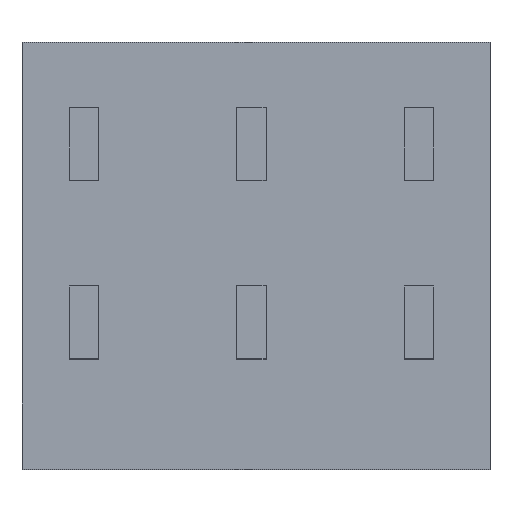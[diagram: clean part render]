
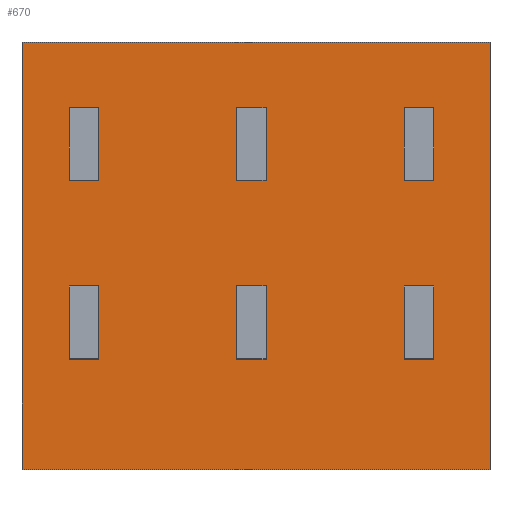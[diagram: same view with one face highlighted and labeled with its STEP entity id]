
A CAD part, top view. The second image highlights one B-rep face of the part: STEP entity #670.
In plain terms, the highlighted planar face has unit normal (0, 0, 1).
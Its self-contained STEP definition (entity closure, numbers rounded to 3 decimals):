
#43=DIRECTION('',(0.,-1.,0.));
#44=VECTOR('',#43,11.72);
#45=CARTESIAN_POINT('',(0.,0.,9.2));
#46=LINE('',#45,#44);
#47=DIRECTION('',(-1.,0.,0.));
#48=VECTOR('',#47,12.85);
#49=CARTESIAN_POINT('',(12.85,0.,9.2));
#50=LINE('',#49,#48);
#51=DIRECTION('',(0.,1.,0.));
#52=VECTOR('',#51,11.72);
#53=CARTESIAN_POINT('',(12.85,-11.72,9.2));
#54=LINE('',#53,#52);
#55=DIRECTION('',(1.,0.,0.));
#56=VECTOR('',#55,12.85);
#57=CARTESIAN_POINT('',(0.,-11.72,9.2));
#58=LINE('',#57,#56);
#59=DIRECTION('',(0.,-1.,0.));
#60=VECTOR('',#59,2.);
#61=CARTESIAN_POINT('',(1.3,-1.8,9.2));
#62=LINE('',#61,#60);
#63=DIRECTION('',(1.,0.,0.));
#64=VECTOR('',#63,0.8);
#65=CARTESIAN_POINT('',(1.3,-3.8,9.2));
#66=LINE('',#65,#64);
#67=DIRECTION('',(0.,1.,0.));
#68=VECTOR('',#67,2.);
#69=CARTESIAN_POINT('',(2.1,-3.8,9.2));
#70=LINE('',#69,#68);
#71=DIRECTION('',(-1.,0.,0.));
#72=VECTOR('',#71,0.8);
#73=CARTESIAN_POINT('',(2.1,-1.8,9.2));
#74=LINE('',#73,#72);
#75=DIRECTION('',(0.,-1.,0.));
#76=VECTOR('',#75,2.);
#77=CARTESIAN_POINT('',(5.9,-1.8,9.2));
#78=LINE('',#77,#76);
#79=DIRECTION('',(1.,0.,0.));
#80=VECTOR('',#79,0.8);
#81=CARTESIAN_POINT('',(5.9,-3.8,9.2));
#82=LINE('',#81,#80);
#83=DIRECTION('',(0.,1.,0.));
#84=VECTOR('',#83,2.);
#85=CARTESIAN_POINT('',(6.7,-3.8,9.2));
#86=LINE('',#85,#84);
#87=DIRECTION('',(-1.,0.,0.));
#88=VECTOR('',#87,0.8);
#89=CARTESIAN_POINT('',(6.7,-1.8,9.2));
#90=LINE('',#89,#88);
#91=DIRECTION('',(0.,-1.,0.));
#92=VECTOR('',#91,2.);
#93=CARTESIAN_POINT('',(10.5,-1.8,9.2));
#94=LINE('',#93,#92);
#95=DIRECTION('',(1.,0.,0.));
#96=VECTOR('',#95,0.8);
#97=CARTESIAN_POINT('',(10.5,-3.8,9.2));
#98=LINE('',#97,#96);
#99=DIRECTION('',(0.,1.,0.));
#100=VECTOR('',#99,2.);
#101=CARTESIAN_POINT('',(11.3,-3.8,9.2));
#102=LINE('',#101,#100);
#103=DIRECTION('',(-1.,0.,0.));
#104=VECTOR('',#103,0.8);
#105=CARTESIAN_POINT('',(11.3,-1.8,9.2));
#106=LINE('',#105,#104);
#107=DIRECTION('',(0.,-1.,0.));
#108=VECTOR('',#107,2.);
#109=CARTESIAN_POINT('',(1.3,-6.7,9.2));
#110=LINE('',#109,#108);
#111=DIRECTION('',(1.,0.,0.));
#112=VECTOR('',#111,0.8);
#113=CARTESIAN_POINT('',(1.3,-8.7,9.2));
#114=LINE('',#113,#112);
#115=DIRECTION('',(0.,1.,0.));
#116=VECTOR('',#115,2.);
#117=CARTESIAN_POINT('',(2.1,-8.7,9.2));
#118=LINE('',#117,#116);
#119=DIRECTION('',(-1.,0.,0.));
#120=VECTOR('',#119,0.8);
#121=CARTESIAN_POINT('',(2.1,-6.7,9.2));
#122=LINE('',#121,#120);
#123=DIRECTION('',(0.,-1.,0.));
#124=VECTOR('',#123,2.);
#125=CARTESIAN_POINT('',(5.9,-6.7,9.2));
#126=LINE('',#125,#124);
#127=DIRECTION('',(1.,0.,0.));
#128=VECTOR('',#127,0.8);
#129=CARTESIAN_POINT('',(5.9,-8.7,9.2));
#130=LINE('',#129,#128);
#131=DIRECTION('',(0.,1.,0.));
#132=VECTOR('',#131,2.);
#133=CARTESIAN_POINT('',(6.7,-8.7,9.2));
#134=LINE('',#133,#132);
#135=DIRECTION('',(-1.,0.,0.));
#136=VECTOR('',#135,0.8);
#137=CARTESIAN_POINT('',(6.7,-6.7,9.2));
#138=LINE('',#137,#136);
#139=DIRECTION('',(0.,-1.,0.));
#140=VECTOR('',#139,2.);
#141=CARTESIAN_POINT('',(10.5,-6.7,9.2));
#142=LINE('',#141,#140);
#143=DIRECTION('',(1.,0.,0.));
#144=VECTOR('',#143,0.8);
#145=CARTESIAN_POINT('',(10.5,-8.7,9.2));
#146=LINE('',#145,#144);
#147=DIRECTION('',(0.,1.,0.));
#148=VECTOR('',#147,2.);
#149=CARTESIAN_POINT('',(11.3,-8.7,9.2));
#150=LINE('',#149,#148);
#151=DIRECTION('',(-1.,0.,0.));
#152=VECTOR('',#151,0.8);
#153=CARTESIAN_POINT('',(11.3,-6.7,9.2));
#154=LINE('',#153,#152);
#401=CARTESIAN_POINT('',(0.,0.,9.2));
#402=CARTESIAN_POINT('',(0.,-11.72,9.2));
#403=VERTEX_POINT('',#401);
#404=VERTEX_POINT('',#402);
#405=CARTESIAN_POINT('',(12.85,-11.72,9.2));
#406=VERTEX_POINT('',#405);
#407=CARTESIAN_POINT('',(12.85,0.,9.2));
#408=VERTEX_POINT('',#407);
#417=CARTESIAN_POINT('',(1.3,-1.8,9.2));
#418=CARTESIAN_POINT('',(1.3,-3.8,9.2));
#419=VERTEX_POINT('',#417);
#420=VERTEX_POINT('',#418);
#421=CARTESIAN_POINT('',(2.1,-3.8,9.2));
#422=VERTEX_POINT('',#421);
#423=CARTESIAN_POINT('',(2.1,-1.8,9.2));
#424=VERTEX_POINT('',#423);
#433=CARTESIAN_POINT('',(5.9,-1.8,9.2));
#434=CARTESIAN_POINT('',(5.9,-3.8,9.2));
#435=VERTEX_POINT('',#433);
#436=VERTEX_POINT('',#434);
#437=CARTESIAN_POINT('',(6.7,-3.8,9.2));
#438=VERTEX_POINT('',#437);
#439=CARTESIAN_POINT('',(6.7,-1.8,9.2));
#440=VERTEX_POINT('',#439);
#449=CARTESIAN_POINT('',(10.5,-1.8,9.2));
#450=CARTESIAN_POINT('',(10.5,-3.8,9.2));
#451=VERTEX_POINT('',#449);
#452=VERTEX_POINT('',#450);
#453=CARTESIAN_POINT('',(11.3,-3.8,9.2));
#454=VERTEX_POINT('',#453);
#455=CARTESIAN_POINT('',(11.3,-1.8,9.2));
#456=VERTEX_POINT('',#455);
#465=CARTESIAN_POINT('',(1.3,-6.7,9.2));
#466=CARTESIAN_POINT('',(1.3,-8.7,9.2));
#467=VERTEX_POINT('',#465);
#468=VERTEX_POINT('',#466);
#469=CARTESIAN_POINT('',(2.1,-8.7,9.2));
#470=VERTEX_POINT('',#469);
#471=CARTESIAN_POINT('',(2.1,-6.7,9.2));
#472=VERTEX_POINT('',#471);
#481=CARTESIAN_POINT('',(5.9,-6.7,9.2));
#482=CARTESIAN_POINT('',(5.9,-8.7,9.2));
#483=VERTEX_POINT('',#481);
#484=VERTEX_POINT('',#482);
#485=CARTESIAN_POINT('',(6.7,-8.7,9.2));
#486=VERTEX_POINT('',#485);
#487=CARTESIAN_POINT('',(6.7,-6.7,9.2));
#488=VERTEX_POINT('',#487);
#497=CARTESIAN_POINT('',(10.5,-6.7,9.2));
#498=CARTESIAN_POINT('',(10.5,-8.7,9.2));
#499=VERTEX_POINT('',#497);
#500=VERTEX_POINT('',#498);
#501=CARTESIAN_POINT('',(11.3,-8.7,9.2));
#502=VERTEX_POINT('',#501);
#503=CARTESIAN_POINT('',(11.3,-6.7,9.2));
#504=VERTEX_POINT('',#503);
#599=CARTESIAN_POINT('',(0.,0.,9.2));
#600=DIRECTION('',(0.,0.,1.));
#601=DIRECTION('',(1.,0.,0.));
#602=AXIS2_PLACEMENT_3D('',#599,#600,#601);
#603=PLANE('',#602);
#604=ORIENTED_EDGE('',*,*,#551,.F.);
#605=ORIENTED_EDGE('',*,*,#566,.F.);
#606=ORIENTED_EDGE('',*,*,#580,.F.);
#607=ORIENTED_EDGE('',*,*,#593,.F.);
#608=EDGE_LOOP('',(#604,#605,#606,#607));
#609=FACE_OUTER_BOUND('',#608,.F.);
#611=ORIENTED_EDGE('',*,*,#610,.T.);
#613=ORIENTED_EDGE('',*,*,#612,.T.);
#615=ORIENTED_EDGE('',*,*,#614,.T.);
#617=ORIENTED_EDGE('',*,*,#616,.T.);
#618=EDGE_LOOP('',(#611,#613,#615,#617));
#619=FACE_BOUND('',#618,.F.);
#621=ORIENTED_EDGE('',*,*,#620,.T.);
#623=ORIENTED_EDGE('',*,*,#622,.T.);
#625=ORIENTED_EDGE('',*,*,#624,.T.);
#627=ORIENTED_EDGE('',*,*,#626,.T.);
#628=EDGE_LOOP('',(#621,#623,#625,#627));
#629=FACE_BOUND('',#628,.F.);
#631=ORIENTED_EDGE('',*,*,#630,.T.);
#633=ORIENTED_EDGE('',*,*,#632,.T.);
#635=ORIENTED_EDGE('',*,*,#634,.T.);
#637=ORIENTED_EDGE('',*,*,#636,.T.);
#638=EDGE_LOOP('',(#631,#633,#635,#637));
#639=FACE_BOUND('',#638,.F.);
#641=ORIENTED_EDGE('',*,*,#640,.T.);
#643=ORIENTED_EDGE('',*,*,#642,.T.);
#645=ORIENTED_EDGE('',*,*,#644,.T.);
#647=ORIENTED_EDGE('',*,*,#646,.T.);
#648=EDGE_LOOP('',(#641,#643,#645,#647));
#649=FACE_BOUND('',#648,.F.);
#651=ORIENTED_EDGE('',*,*,#650,.T.);
#653=ORIENTED_EDGE('',*,*,#652,.T.);
#655=ORIENTED_EDGE('',*,*,#654,.T.);
#657=ORIENTED_EDGE('',*,*,#656,.T.);
#658=EDGE_LOOP('',(#651,#653,#655,#657));
#659=FACE_BOUND('',#658,.F.);
#661=ORIENTED_EDGE('',*,*,#660,.T.);
#663=ORIENTED_EDGE('',*,*,#662,.T.);
#665=ORIENTED_EDGE('',*,*,#664,.T.);
#667=ORIENTED_EDGE('',*,*,#666,.T.);
#668=EDGE_LOOP('',(#661,#663,#665,#667));
#669=FACE_BOUND('',#668,.F.);
#670=ADVANCED_FACE('',(#609,#619,#629,#639,#649,#659,#669),#603,.T.);
#551=EDGE_CURVE('',#403,#404,#46,.T.);
#566=EDGE_CURVE('',#408,#403,#50,.T.);
#580=EDGE_CURVE('',#406,#408,#54,.T.);
#593=EDGE_CURVE('',#404,#406,#58,.T.);
#610=EDGE_CURVE('',#419,#420,#62,.T.);
#612=EDGE_CURVE('',#420,#422,#66,.T.);
#614=EDGE_CURVE('',#422,#424,#70,.T.);
#616=EDGE_CURVE('',#424,#419,#74,.T.);
#620=EDGE_CURVE('',#435,#436,#78,.T.);
#622=EDGE_CURVE('',#436,#438,#82,.T.);
#624=EDGE_CURVE('',#438,#440,#86,.T.);
#626=EDGE_CURVE('',#440,#435,#90,.T.);
#630=EDGE_CURVE('',#451,#452,#94,.T.);
#632=EDGE_CURVE('',#452,#454,#98,.T.);
#634=EDGE_CURVE('',#454,#456,#102,.T.);
#636=EDGE_CURVE('',#456,#451,#106,.T.);
#640=EDGE_CURVE('',#467,#468,#110,.T.);
#642=EDGE_CURVE('',#468,#470,#114,.T.);
#644=EDGE_CURVE('',#470,#472,#118,.T.);
#646=EDGE_CURVE('',#472,#467,#122,.T.);
#650=EDGE_CURVE('',#483,#484,#126,.T.);
#652=EDGE_CURVE('',#484,#486,#130,.T.);
#654=EDGE_CURVE('',#486,#488,#134,.T.);
#656=EDGE_CURVE('',#488,#483,#138,.T.);
#660=EDGE_CURVE('',#499,#500,#142,.T.);
#662=EDGE_CURVE('',#500,#502,#146,.T.);
#664=EDGE_CURVE('',#502,#504,#150,.T.);
#666=EDGE_CURVE('',#504,#499,#154,.T.);
